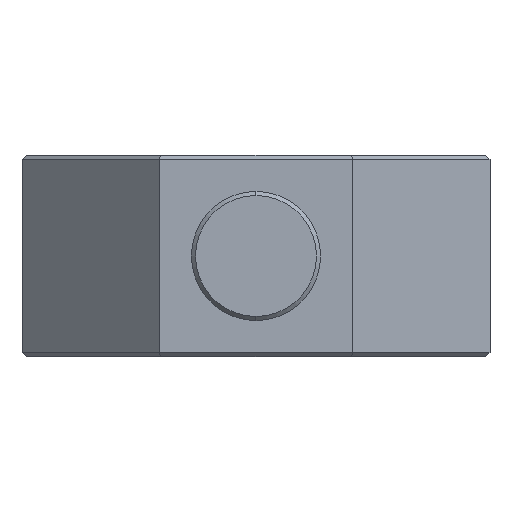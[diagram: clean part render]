
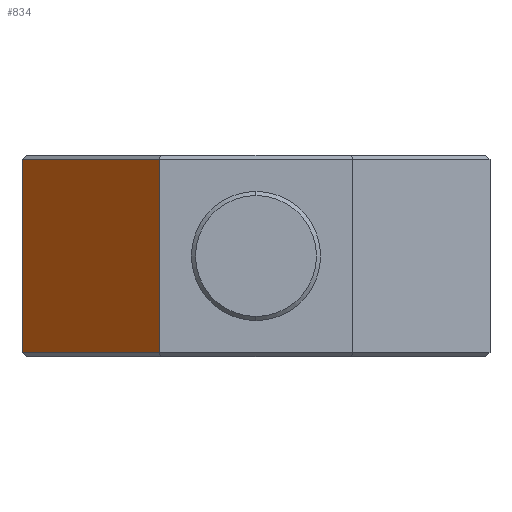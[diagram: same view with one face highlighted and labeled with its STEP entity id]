
A CAD part, left-side view. The second image highlights one B-rep face of the part: STEP entity #834.
In plain terms, the highlighted planar face has unit normal (-0.707, 0.707, 0).
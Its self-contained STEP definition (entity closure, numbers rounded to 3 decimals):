
#93 = VECTOR ( 'NONE', #2258, 1000. ) ;
#339 = LINE ( 'NONE', #760, #1537 ) ;
#471 = CARTESIAN_POINT ( 'NONE',  ( -12.012, 29., 12.5 ) ) ;
#574 = CARTESIAN_POINT ( 'NONE',  ( -29., 12.012, -12. ) ) ;
#645 = DIRECTION ( 'NONE',  ( 0., 0., -1. ) ) ;
#760 = CARTESIAN_POINT ( 'NONE',  ( -12.012, 29., -12. ) ) ;
#777 = ORIENTED_EDGE ( 'NONE', *, *, #2582, .F. ) ;
#834 = ADVANCED_FACE ( 'NONE', ( #2593 ), #1953, .F. ) ;
#1279 = EDGE_LOOP ( 'NONE', ( #2378, #2384, #777, #2192 ) ) ;
#1313 = CARTESIAN_POINT ( 'NONE',  ( -12.012, 29., 12. ) ) ;
#1314 = CARTESIAN_POINT ( 'NONE',  ( -29., 12.012, 12.5 ) ) ;
#1331 = LINE ( 'NONE', #1314, #2196 ) ;
#1367 = VERTEX_POINT ( 'NONE', #1652 ) ;
#1386 = EDGE_CURVE ( 'NONE', #1402, #2116, #339, .T. ) ;
#1402 = VERTEX_POINT ( 'NONE', #2742 ) ;
#1537 = VECTOR ( 'NONE', #1852, 1000. ) ;
#1563 = LINE ( 'NONE', #471, #93 ) ;
#1588 = EDGE_CURVE ( 'NONE', #2050, #1367, #2032, .T. ) ;
#1652 = CARTESIAN_POINT ( 'NONE',  ( -12.012, 29., 12. ) ) ;
#1664 = VECTOR ( 'NONE', #1797, 1000. ) ;
#1797 = DIRECTION ( 'NONE',  ( 0.707, 0.707, 0. ) ) ;
#1822 = AXIS2_PLACEMENT_3D ( 'NONE', #2825, #2141, #2580 ) ;
#1852 = DIRECTION ( 'NONE',  ( -0.707, -0.707, 0. ) ) ;
#1953 = PLANE ( 'NONE',  #1822 ) ;
#2024 = CARTESIAN_POINT ( 'NONE',  ( -29., 12.012, 12. ) ) ;
#2032 = LINE ( 'NONE', #1313, #1664 ) ;
#2038 = EDGE_CURVE ( 'NONE', #1367, #1402, #1563, .T. ) ;
#2050 = VERTEX_POINT ( 'NONE', #2024 ) ;
#2116 = VERTEX_POINT ( 'NONE', #574 ) ;
#2141 = DIRECTION ( 'NONE',  ( 0.707, -0.707, 0. ) ) ;
#2192 = ORIENTED_EDGE ( 'NONE', *, *, #1588, .T. ) ;
#2196 = VECTOR ( 'NONE', #645, 1000. ) ;
#2258 = DIRECTION ( 'NONE',  ( 0., 0., -1. ) ) ;
#2378 = ORIENTED_EDGE ( 'NONE', *, *, #2038, .T. ) ;
#2384 = ORIENTED_EDGE ( 'NONE', *, *, #1386, .T. ) ;
#2580 = DIRECTION ( 'NONE',  ( 0.707, 0.707, 0. ) ) ;
#2582 = EDGE_CURVE ( 'NONE', #2050, #2116, #1331, .T. ) ;
#2593 = FACE_OUTER_BOUND ( 'NONE', #1279, .T. ) ;
#2742 = CARTESIAN_POINT ( 'NONE',  ( -12.012, 29., -12. ) ) ;
#2825 = CARTESIAN_POINT ( 'NONE',  ( -12.012, 29., 12.5 ) ) ;
